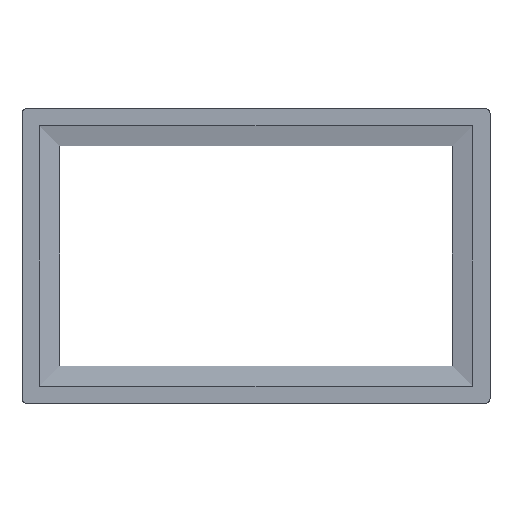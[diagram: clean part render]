
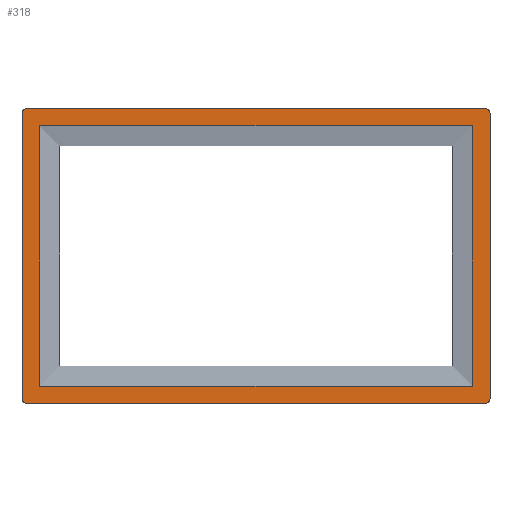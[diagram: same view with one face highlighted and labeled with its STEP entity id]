
A CAD part, top view. The second image highlights one B-rep face of the part: STEP entity #318.
In plain terms, the highlighted planar face has unit normal (0, 0, 1).
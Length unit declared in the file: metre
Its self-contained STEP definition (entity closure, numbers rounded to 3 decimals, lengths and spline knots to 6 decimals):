
#16=CIRCLE('',#350,0.002);
#17=CIRCLE('',#351,0.002);
#18=CIRCLE('',#352,0.002);
#19=CIRCLE('',#353,0.002);
#56=ORIENTED_EDGE('',*,*,#140,.T.);
#57=ORIENTED_EDGE('',*,*,#141,.T.);
#58=ORIENTED_EDGE('',*,*,#142,.T.);
#59=ORIENTED_EDGE('',*,*,#143,.T.);
#60=ORIENTED_EDGE('',*,*,#118,.T.);
#61=ORIENTED_EDGE('',*,*,#144,.T.);
#62=ORIENTED_EDGE('',*,*,#120,.T.);
#63=ORIENTED_EDGE('',*,*,#145,.T.);
#64=ORIENTED_EDGE('',*,*,#136,.F.);
#65=ORIENTED_EDGE('',*,*,#146,.T.);
#66=ORIENTED_EDGE('',*,*,#112,.F.);
#67=ORIENTED_EDGE('',*,*,#147,.T.);
#112=EDGE_CURVE('',#156,#157,#184,.T.);
#118=EDGE_CURVE('',#163,#162,#190,.T.);
#120=EDGE_CURVE('',#164,#165,#192,.T.);
#136=EDGE_CURVE('',#176,#177,#208,.T.);
#140=EDGE_CURVE('',#180,#181,#212,.T.);
#141=EDGE_CURVE('',#181,#182,#213,.T.);
#142=EDGE_CURVE('',#182,#183,#214,.T.);
#143=EDGE_CURVE('',#183,#180,#215,.T.);
#144=EDGE_CURVE('',#162,#164,#16,.T.);
#145=EDGE_CURVE('',#165,#177,#17,.T.);
#146=EDGE_CURVE('',#176,#157,#18,.T.);
#147=EDGE_CURVE('',#156,#163,#19,.T.);
#156=VERTEX_POINT('',#460);
#157=VERTEX_POINT('',#461);
#162=VERTEX_POINT('',#472);
#163=VERTEX_POINT('',#474);
#164=VERTEX_POINT('',#478);
#165=VERTEX_POINT('',#479);
#176=VERTEX_POINT('',#511);
#177=VERTEX_POINT('',#512);
#180=VERTEX_POINT('',#520);
#181=VERTEX_POINT('',#521);
#182=VERTEX_POINT('',#523);
#183=VERTEX_POINT('',#525);
#184=LINE('',#459,#220);
#190=LINE('',#473,#226);
#192=LINE('',#477,#228);
#208=LINE('',#510,#244);
#212=LINE('',#519,#248);
#213=LINE('',#522,#249);
#214=LINE('',#524,#250);
#215=LINE('',#526,#251);
#220=VECTOR('',#371,1.);
#226=VECTOR('',#379,1.);
#228=VECTOR('',#383,1.);
#244=VECTOR('',#409,1.);
#248=VECTOR('',#415,1.);
#249=VECTOR('',#416,1.);
#250=VECTOR('',#417,1.);
#251=VECTOR('',#418,1.);
#264=EDGE_LOOP('',(#56,#57,#58,#59));
#265=EDGE_LOOP('',(#60,#61,#62,#63,#64,#65,#66,#67));
#284=FACE_BOUND('',#264,.T.);
#285=FACE_BOUND('',#265,.T.);
#304=PLANE('',#349);
#318=ADVANCED_FACE('',(#284,#285),#304,.T.);
#349=AXIS2_PLACEMENT_3D('',#518,#413,#414);
#350=AXIS2_PLACEMENT_3D('',#527,#419,#420);
#351=AXIS2_PLACEMENT_3D('',#528,#421,#422);
#352=AXIS2_PLACEMENT_3D('',#529,#423,#424);
#353=AXIS2_PLACEMENT_3D('',#530,#425,#426);
#371=DIRECTION('',(1.,0.,0.));
#379=DIRECTION('',(0.,-1.,0.));
#383=DIRECTION('',(1.,0.,0.));
#409=DIRECTION('',(0.,-1.,0.));
#413=DIRECTION('',(0.,0.,1.));
#414=DIRECTION('',(1.,0.,0.));
#415=DIRECTION('',(0.,-1.,0.));
#416=DIRECTION('',(-1.,0.,0.));
#417=DIRECTION('',(0.,1.,0.));
#418=DIRECTION('',(1.,0.,0.));
#419=DIRECTION('',(0.,0.,1.));
#420=DIRECTION('',(1.,0.,0.));
#421=DIRECTION('',(0.,0.,1.));
#422=DIRECTION('',(1.,0.,0.));
#423=DIRECTION('',(0.,0.,1.));
#424=DIRECTION('',(1.,0.,0.));
#425=DIRECTION('',(0.,0.,1.));
#426=DIRECTION('',(1.,0.,0.));
#459=CARTESIAN_POINT('',(0.,0.059,0.002));
#460=CARTESIAN_POINT('',(-0.0915,0.059,0.002));
#461=CARTESIAN_POINT('',(0.0915,0.059,0.002));
#472=CARTESIAN_POINT('',(-0.0935,-0.057,0.002));
#473=CARTESIAN_POINT('',(-0.0935,0.,0.002));
#474=CARTESIAN_POINT('',(-0.0935,0.057,0.002));
#477=CARTESIAN_POINT('',(0.,-0.059,0.002));
#478=CARTESIAN_POINT('',(-0.0915,-0.059,0.002));
#479=CARTESIAN_POINT('',(0.0915,-0.059,0.002));
#510=CARTESIAN_POINT('',(0.0935,0.,0.002));
#511=CARTESIAN_POINT('',(0.0935,0.057,0.002));
#512=CARTESIAN_POINT('',(0.0935,-0.057,0.002));
#518=CARTESIAN_POINT('',(0.,0.,0.002));
#519=CARTESIAN_POINT('',(0.0865,-0.044,0.002));
#520=CARTESIAN_POINT('',(0.0865,0.052,0.002));
#521=CARTESIAN_POINT('',(0.0865,-0.052,0.002));
#522=CARTESIAN_POINT('',(0.,-0.052,0.002));
#523=CARTESIAN_POINT('',(-0.0865,-0.052,0.002));
#524=CARTESIAN_POINT('',(-0.0865,0.,0.002));
#525=CARTESIAN_POINT('',(-0.0865,0.052,0.002));
#526=CARTESIAN_POINT('',(0.0785,0.052,0.002));
#527=CARTESIAN_POINT('',(-0.0915,-0.057,0.002));
#528=CARTESIAN_POINT('',(0.0915,-0.057,0.002));
#529=CARTESIAN_POINT('',(0.0915,0.057,0.002));
#530=CARTESIAN_POINT('',(-0.0915,0.057,0.002));
